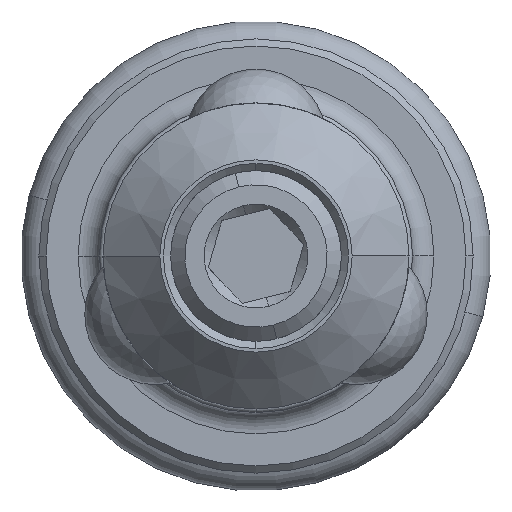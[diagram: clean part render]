
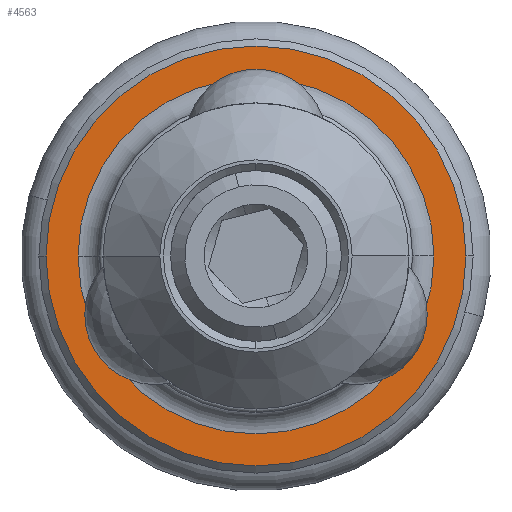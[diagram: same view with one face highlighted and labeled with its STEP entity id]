
A CAD part, front view. The second image highlights one B-rep face of the part: STEP entity #4563.
In plain terms, the highlighted planar face has unit normal (0, -1, 0).
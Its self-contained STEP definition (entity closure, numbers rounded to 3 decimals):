
#329 = EDGE_LOOP ( 'NONE', ( #2374, #2521 ) ) ;
#332 = FACE_BOUND ( 'NONE', #446, .T. ) ;
#352 = DIRECTION ( 'NONE',  ( 0., 1., 0. ) ) ;
#446 = EDGE_LOOP ( 'NONE', ( #2595, #2674 ) ) ;
#519 = CARTESIAN_POINT ( 'NONE',  ( 14.75, -7., 0. ) ) ;
#1170 = EDGE_CURVE ( 'NONE', #1866, #1652, #4692, .T. ) ;
#1315 = CIRCLE ( 'NONE', #3214, 14.75 ) ;
#1526 = FACE_OUTER_BOUND ( 'NONE', #329, .T. ) ;
#1616 = VERTEX_POINT ( 'NONE', #4970 ) ;
#1652 = VERTEX_POINT ( 'NONE', #519 ) ;
#1736 = DIRECTION ( 'NONE',  ( -1., 0., 0. ) ) ;
#1748 = DIRECTION ( 'NONE',  ( 0., 1., 0. ) ) ;
#1771 = CARTESIAN_POINT ( 'NONE',  ( 14.75, -7., 0. ) ) ;
#1797 = PLANE ( 'NONE',  #3062 ) ;
#1824 = VERTEX_POINT ( 'NONE', #3127 ) ;
#1866 = VERTEX_POINT ( 'NONE', #2771 ) ;
#2073 = EDGE_CURVE ( 'NONE', #1616, #1824, #2996, .T. ) ;
#2122 = CIRCLE ( 'NONE', #2460, 12.5 ) ;
#2374 = ORIENTED_EDGE ( 'NONE', *, *, #1170, .F. ) ;
#2460 = AXIS2_PLACEMENT_3D ( 'NONE', #4554, #4526, #4547 ) ;
#2512 = AXIS2_PLACEMENT_3D ( 'NONE', #3595, #2935, #4987 ) ;
#2521 = ORIENTED_EDGE ( 'NONE', *, *, #4031, .F. ) ;
#2595 = ORIENTED_EDGE ( 'NONE', *, *, #2868, .T. ) ;
#2674 = ORIENTED_EDGE ( 'NONE', *, *, #2073, .T. ) ;
#2721 = AXIS2_PLACEMENT_3D ( 'NONE', #2847, #352, #4540 ) ;
#2771 = CARTESIAN_POINT ( 'NONE',  ( -14.75, -7., 0. ) ) ;
#2847 = CARTESIAN_POINT ( 'NONE',  ( 0., -7., 0. ) ) ;
#2868 = EDGE_CURVE ( 'NONE', #1824, #1616, #2122, .T. ) ;
#2887 = DIRECTION ( 'NONE',  ( -1., 0., 0. ) ) ;
#2905 = DIRECTION ( 'NONE',  ( 0., 1., 0. ) ) ;
#2911 = CARTESIAN_POINT ( 'NONE',  ( 0., -7., 0. ) ) ;
#2935 = DIRECTION ( 'NONE',  ( 0., 1., 0. ) ) ;
#2996 = CIRCLE ( 'NONE', #2721, 12.5 ) ;
#3062 = AXIS2_PLACEMENT_3D ( 'NONE', #1771, #1748, #1736 ) ;
#3127 = CARTESIAN_POINT ( 'NONE',  ( -12.5, -7., 0. ) ) ;
#3214 = AXIS2_PLACEMENT_3D ( 'NONE', #2911, #2905, #2887 ) ;
#3595 = CARTESIAN_POINT ( 'NONE',  ( 0., -7., 0. ) ) ;
#4031 = EDGE_CURVE ( 'NONE', #1652, #1866, #1315, .T. ) ;
#4526 = DIRECTION ( 'NONE',  ( 0., 1., 0. ) ) ;
#4540 = DIRECTION ( 'NONE',  ( -1., 0., 0. ) ) ;
#4547 = DIRECTION ( 'NONE',  ( -1., 0., 0. ) ) ;
#4554 = CARTESIAN_POINT ( 'NONE',  ( 0., -7., 0. ) ) ;
#4563 = ADVANCED_FACE ( 'NONE', ( #1526, #332 ), #1797, .F. ) ;
#4692 = CIRCLE ( 'NONE', #2512, 14.75 ) ;
#4970 = CARTESIAN_POINT ( 'NONE',  ( 12.5, -7., 0. ) ) ;
#4987 = DIRECTION ( 'NONE',  ( -1., 0., 0. ) ) ;
